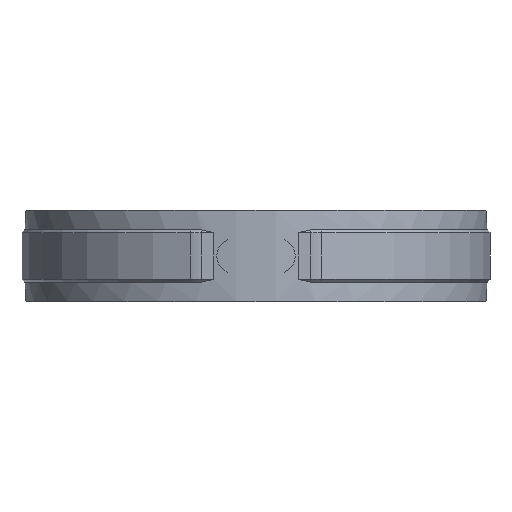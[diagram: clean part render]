
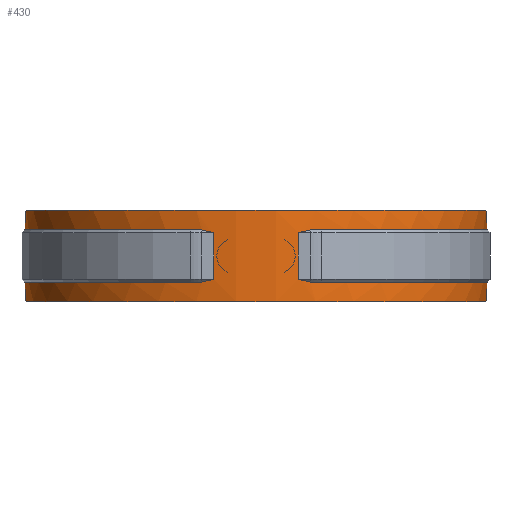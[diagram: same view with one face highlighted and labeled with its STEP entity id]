
A CAD part, front view. The second image highlights one B-rep face of the part: STEP entity #430.
In plain terms, the highlighted cylindrical face has radius 88.5 mm (diameter 177 mm), a partial arc.
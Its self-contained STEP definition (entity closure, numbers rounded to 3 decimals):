
#430 = ADVANCED_FACE( '', ( #720 ), #721, .T. );
#720 = FACE_OUTER_BOUND( '', #1798, .T. );
#721 = CYLINDRICAL_SURFACE( '', #1799, 88.5 );
#1798 = EDGE_LOOP( '', ( #4349, #4350, #4351, #4352, #4353, #4354, #4355, #4356, #4357, #4358, #4359, #4360, #4361, #4362, #4363, #4364 ) );
#1799 = AXIS2_PLACEMENT_3D( '', #4365, #4366, #4367 );
#4349 = ORIENTED_EDGE( '', *, *, #4894, .T. );
#4350 = ORIENTED_EDGE( '', *, *, #4875, .T. );
#4351 = ORIENTED_EDGE( '', *, *, #4936, .T. );
#4352 = ORIENTED_EDGE( '', *, *, #4933, .T. );
#4353 = ORIENTED_EDGE( '', *, *, #4931, .T. );
#4354 = ORIENTED_EDGE( '', *, *, #4925, .F. );
#4355 = ORIENTED_EDGE( '', *, *, #4896, .T. );
#4356 = ORIENTED_EDGE( '', *, *, #4858, .F. );
#4357 = ORIENTED_EDGE( '', *, *, #4905, .F. );
#4358 = ORIENTED_EDGE( '', *, *, #4941, .T. );
#4359 = ORIENTED_EDGE( '', *, *, #4913, .T. );
#4360 = ORIENTED_EDGE( '', *, *, #4948, .F. );
#4361 = ORIENTED_EDGE( '', *, *, #4946, .T. );
#4362 = ORIENTED_EDGE( '', *, *, #4942, .F. );
#4363 = ORIENTED_EDGE( '', *, *, #4907, .F. );
#4364 = ORIENTED_EDGE( '', *, *, #4945, .T. );
#4365 = CARTESIAN_POINT( '', ( 0., 0., -33.5 ) );
#4366 = DIRECTION( '', ( 0., 0., 1. ) );
#4367 = DIRECTION( '', ( 0., 1., 0. ) );
#4858 = EDGE_CURVE( '', #5446, #5448, #5449, .T. );
#4875 = EDGE_CURVE( '', #5475, #5473, #5476, .F. );
#4894 = EDGE_CURVE( '', #5508, #5475, #5509, .F. );
#4896 = EDGE_CURVE( '', #5511, #5448, #5512, .F. );
#4905 = EDGE_CURVE( '', #5525, #5446, #5527, .F. );
#4907 = EDGE_CURVE( '', #5528, #5520, #5530, .F. );
#4913 = EDGE_CURVE( '', #5539, #5540, #5541, .F. );
#4925 = EDGE_CURVE( '', #5511, #5558, #5559, .F. );
#4931 = EDGE_CURVE( '', #5565, #5558, #5566, .F. );
#4933 = EDGE_CURVE( '', #5568, #5565, #5569, .F. );
#4936 = EDGE_CURVE( '', #5473, #5568, #5572, .T. );
#4941 = EDGE_CURVE( '', #5525, #5539, #5578, .F. );
#4942 = EDGE_CURVE( '', #5520, #5579, #5580, .F. );
#4945 = EDGE_CURVE( '', #5528, #5508, #5583, .T. );
#4946 = EDGE_CURVE( '', #5584, #5579, #5585, .T. );
#4948 = EDGE_CURVE( '', #5584, #5540, #5587, .F. );
#5446 = VERTEX_POINT( '', #7984 );
#5448 = VERTEX_POINT( '', #7987 );
#5449 = CIRCLE( '', #7988, 88.5 );
#5473 = VERTEX_POINT( '', #8273 );
#5475 = VERTEX_POINT( '', #8276 );
#5476 = CIRCLE( '', #8277, 88.5 );
#5508 = VERTEX_POINT( '', #8366 );
#5509 = LINE( '', #8367, #8368 );
#5511 = VERTEX_POINT( '', #8371 );
#5512 = LINE( '', #8372, #8373 );
#5520 = VERTEX_POINT( '', #8386 );
#5525 = VERTEX_POINT( '', #8398 );
#5527 = LINE( '', #8401, #8402 );
#5528 = VERTEX_POINT( '', #8403 );
#5530 = LINE( '', #8406, #8407 );
#5539 = VERTEX_POINT( '', #8418 );
#5540 = VERTEX_POINT( '', #8419 );
#5541 = ELLIPSE( '', #8420, 125.158, 88.5 );
#5558 = VERTEX_POINT( '', #8443 );
#5559 = CIRCLE( '', #8444, 88.5 );
#5565 = VERTEX_POINT( '', #8453 );
#5566 = ELLIPSE( '', #8454, 125.158, 88.5 );
#5568 = VERTEX_POINT( '', #8457 );
#5569 = LINE( '', #8458, #8459 );
#5572 = ELLIPSE( '', #8463, 125.158, 88.5 );
#5578 = CIRCLE( '', #8472, 88.5 );
#5579 = VERTEX_POINT( '', #8473 );
#5580 = CIRCLE( '', #8474, 88.5 );
#5583 = CIRCLE( '', #8479, 88.5 );
#5584 = VERTEX_POINT( '', #8480 );
#5585 = ELLIPSE( '', #8481, 125.158, 88.5 );
#5587 = LINE( '', #8484, #8485 );
#7984 = CARTESIAN_POINT( '', ( -8.4, 88.1, 1.5 ) );
#7987 = CARTESIAN_POINT( '', ( 8.4, 88.1, 1.5 ) );
#7988 = AXIS2_PLACEMENT_3D( '', #9000, #9001, #9002 );
#8273 = CARTESIAN_POINT( '', ( 20.887, -86., -26. ) );
#8276 = CARTESIAN_POINT( '', ( 8.4, 88.1, -26. ) );
#8277 = AXIS2_PLACEMENT_3D( '', #9024, #9025, #9026 );
#8366 = CARTESIAN_POINT( '', ( 8.4, 88.1, -33.5 ) );
#8367 = CARTESIAN_POINT( '', ( 8.4, 88.1, -33.5 ) );
#8368 = VECTOR( '', #9049, 1000. );
#8371 = CARTESIAN_POINT( '', ( 8.4, 88.1, -6. ) );
#8372 = CARTESIAN_POINT( '', ( 8.4, 88.1, -33.5 ) );
#8373 = VECTOR( '', #9051, 1000. );
#8386 = CARTESIAN_POINT( '', ( -8.4, 88.1, -26. ) );
#8398 = CARTESIAN_POINT( '', ( -8.4, 88.1, -6. ) );
#8401 = CARTESIAN_POINT( '', ( -8.4, 88.1, -33.5 ) );
#8402 = VECTOR( '', #9059, 1000. );
#8403 = CARTESIAN_POINT( '', ( -8.4, 88.1, -33.5 ) );
#8406 = CARTESIAN_POINT( '', ( -8.4, 88.1, -33.5 ) );
#8407 = VECTOR( '', #9061, 1000. );
#8418 = CARTESIAN_POINT( '', ( -20.887, -86., -6. ) );
#8419 = CARTESIAN_POINT( '', ( -16.225, -87., -7. ) );
#8420 = AXIS2_PLACEMENT_3D( '', #9073, #9074, #9075 );
#8443 = CARTESIAN_POINT( '', ( 20.887, -86., -6. ) );
#8444 = AXIS2_PLACEMENT_3D( '', #9097, #9098, #9099 );
#8453 = CARTESIAN_POINT( '', ( 16.225, -87., -7. ) );
#8454 = AXIS2_PLACEMENT_3D( '', #9109, #9110, #9111 );
#8457 = CARTESIAN_POINT( '', ( 16.225, -87., -25. ) );
#8458 = CARTESIAN_POINT( '', ( 16.225, -87., -33.5 ) );
#8459 = VECTOR( '', #9113, 1000. );
#8463 = AXIS2_PLACEMENT_3D( '', #9118, #9119, #9120 );
#8472 = AXIS2_PLACEMENT_3D( '', #9127, #9128, #9129 );
#8473 = CARTESIAN_POINT( '', ( -20.887, -86., -26. ) );
#8474 = AXIS2_PLACEMENT_3D( '', #9130, #9131, #9132 );
#8479 = AXIS2_PLACEMENT_3D( '', #9135, #9136, #9137 );
#8480 = CARTESIAN_POINT( '', ( -16.225, -87., -25. ) );
#8481 = AXIS2_PLACEMENT_3D( '', #9138, #9139, #9140 );
#8484 = CARTESIAN_POINT( '', ( -16.225, -87., -33.5 ) );
#8485 = VECTOR( '', #9142, 1000. );
#9000 = CARTESIAN_POINT( '', ( 0., 0., 1.5 ) );
#9001 = DIRECTION( '', ( 0., 0., 1. ) );
#9002 = DIRECTION( '', ( 1., 0., 0. ) );
#9024 = CARTESIAN_POINT( '', ( 0., 0., -26. ) );
#9025 = DIRECTION( '', ( 0., 0., 1. ) );
#9026 = DIRECTION( '', ( 1., 0., 0. ) );
#9049 = DIRECTION( '', ( 0., 0., -1. ) );
#9051 = DIRECTION( '', ( 0., 0., -1. ) );
#9059 = DIRECTION( '', ( 0., 0., -1. ) );
#9061 = DIRECTION( '', ( 0., 0., -1. ) );
#9073 = CARTESIAN_POINT( '', ( 0., 0., 80. ) );
#9074 = DIRECTION( '', ( 0., 0.707, -0.707 ) );
#9075 = DIRECTION( '', ( 0., -0.707, -0.707 ) );
#9097 = CARTESIAN_POINT( '', ( 0., 0., -6. ) );
#9098 = DIRECTION( '', ( 0., 0., 1. ) );
#9099 = DIRECTION( '', ( 1., 0., 0. ) );
#9109 = CARTESIAN_POINT( '', ( 0., 0., 80. ) );
#9110 = DIRECTION( '', ( 0., 0.707, -0.707 ) );
#9111 = DIRECTION( '', ( 0., -0.707, -0.707 ) );
#9113 = DIRECTION( '', ( 0., 0., -1. ) );
#9118 = CARTESIAN_POINT( '', ( 0., 0., -112. ) );
#9119 = DIRECTION( '', ( 0., -0.707, -0.707 ) );
#9120 = DIRECTION( '', ( 0., 0.707, -0.707 ) );
#9127 = CARTESIAN_POINT( '', ( 0., 0., -6. ) );
#9128 = DIRECTION( '', ( 0., 0., -1. ) );
#9129 = DIRECTION( '', ( -1., 0., 0. ) );
#9130 = CARTESIAN_POINT( '', ( 0., 0., -26. ) );
#9131 = DIRECTION( '', ( 0., 0., -1. ) );
#9132 = DIRECTION( '', ( -1., 0., 0. ) );
#9135 = CARTESIAN_POINT( '', ( 0., 0., -33.5 ) );
#9136 = DIRECTION( '', ( 0., 0., 1. ) );
#9137 = DIRECTION( '', ( 1., 0., 0. ) );
#9138 = CARTESIAN_POINT( '', ( 0., 0., -112. ) );
#9139 = DIRECTION( '', ( 0., -0.707, -0.707 ) );
#9140 = DIRECTION( '', ( 0., 0.707, -0.707 ) );
#9142 = DIRECTION( '', ( 0., 0., -1. ) );
